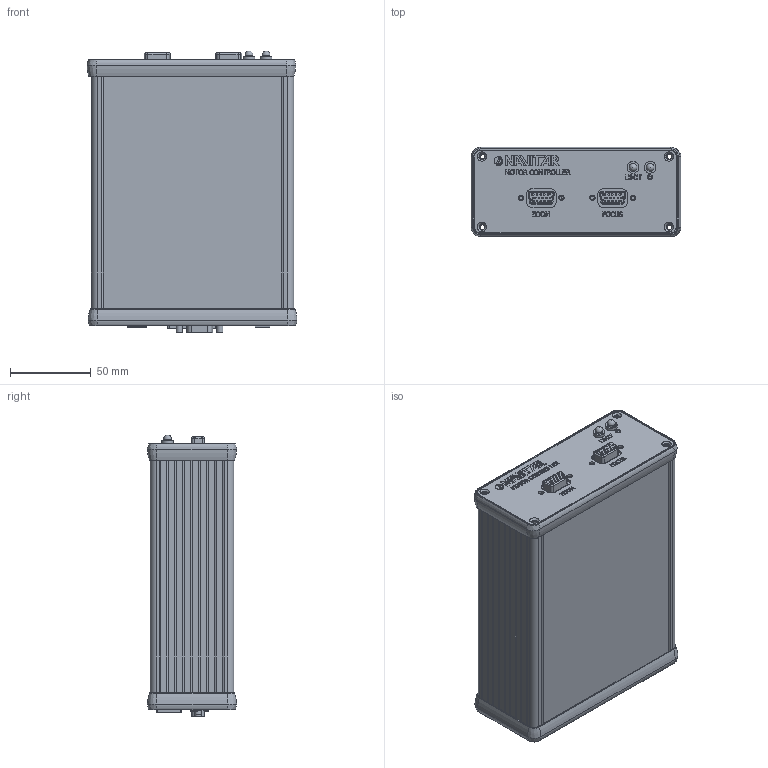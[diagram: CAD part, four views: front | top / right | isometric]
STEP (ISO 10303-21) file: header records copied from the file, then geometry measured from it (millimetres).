
FILE_DESCRIPTION(/* description */ ('CONTROLLER, DESKTOP, 2 PHASE MTR'),/* implementation_level */ '2;1');
FILE_NAME(/* name */ '40234_0.stp',/* time_stamp */ '2017-02-02T09:06:20-05:00',/* author */ ('Arnold'),/* organization */ ('NAVITAR'),/* preprocessor_version */ 'ST-DEVELOPER v16.5',/* originating_system */ 'Autodesk Inventor 2017',/* authorisation */ '');
FILE_SCHEMA (('AUTOMOTIVE_DESIGN { 1 0 10303 214 3 1 1 }'));
Products named in the file (18): 1-40234; 8-40165; 40165_1; 40165_2; 40165_3; 40165_4; 2-40221; 8-40220; 2-62424; 8-63223; 8-63223_1; 2-62733; 8-63224; 3-63224; 2-62425; 8-63232; 8-63945; 8-40194
Assembly tree (20 placements, depth 4):
  1-40234
    8-40165
      40165_1
      40165_2  x2
      40165_3
      40165_4
    2-40221
      8-40220
    2-62424
      8-63223
        8-63223_1
    2-62733
      8-63224
        3-63224
    2-62425
      8-63232
      8-63945  x3
    8-40194
Bounding box: 129.75 x 55.13 x 174.11 mm (x, y, z)
Volume: 213315.1 mm3; surface area: 234225 mm2
Topology: 11 solids, 11 shells, 4055 faces, 11190 edges, 7406 vertices
Faces by surface type: plane 2935, cylinder 652, bspline 404, torus 36, cone 26, sphere 2
Full cylindrical faces by diameter (mm): 0.635 x18, 1 x30, 1.143 x9, 1.587 x2, 2 x3, 2.083 x9, 2.261 x4, 2.845 x4, 3.099 x4, 3.2 x6, 3.302 x4, 3.5 x16, 3.708 x2, 3.81 x2, 4.5 x2, 4.775 x2, 4.851 x2, 5.677 x2, 6.096 x2, 6.5 x1, 6.528 x2, 7.29 x2
Entity records: 132053 total; most frequent: CARTESIAN_POINT 29658, ORIENTED_EDGE 21454, DIRECTION 18456, EDGE_CURVE 10727, LINE 8636, VECTOR 8636, VERTEX_POINT 7191, AXIS2_PLACEMENT_3D 4910
